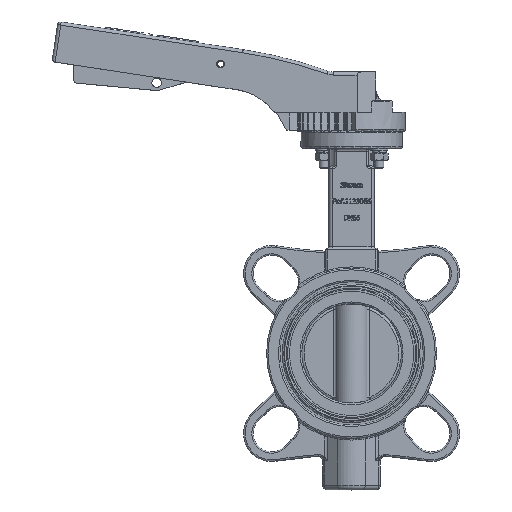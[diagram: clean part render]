
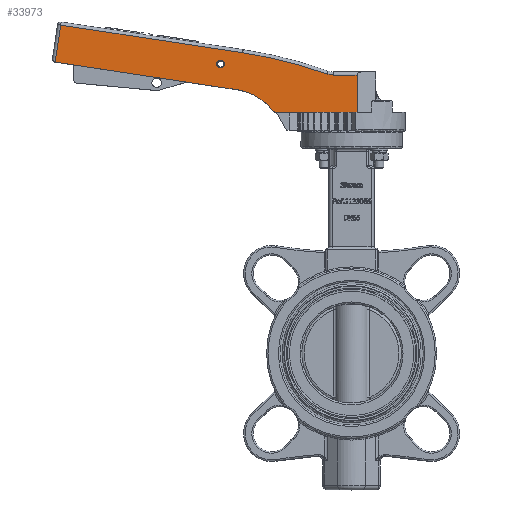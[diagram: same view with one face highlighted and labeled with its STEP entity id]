
A CAD part, top view. The second image highlights one B-rep face of the part: STEP entity #33973.
In plain terms, the highlighted planar face has unit normal (0, 0, 1).
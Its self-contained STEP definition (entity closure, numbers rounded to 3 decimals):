
#4523=LINE('',#64630,#6995);
#4524=LINE('',#64645,#6996);
#4528=LINE('',#64659,#7000);
#4531=LINE('',#64684,#7003);
#4541=LINE('',#64719,#7013);
#4542=LINE('',#64725,#7014);
#4543=LINE('',#64726,#7015);
#6995=VECTOR('',#41643,15.257);
#6996=VECTOR('',#41664,118.);
#7000=VECTOR('',#41680,24.);
#7003=VECTOR('',#41717,24.);
#7013=VECTOR('',#41735,118.);
#7014=VECTOR('',#41740,17.874);
#7015=VECTOR('',#41741,34.124);
#7918=PLANE('',#35847);
#8162=FACE_BOUND('',#11802,.T.);
#9810=FACE_OUTER_BOUND('',#11801,.T.);
#11801=EDGE_LOOP('',(#28977,#28978,#28979,#28980,#28981,#28982,#28983,#28984,
#28985,#28986,#28987));
#11802=EDGE_LOOP('',(#28988));
#12657=CIRCLE('',#35531,2.5);
#12717=CIRCLE('',#35813,12.);
#12720=CIRCLE('',#35817,291.388);
#12733=CIRCLE('',#35848,36.317);
#12734=CIRCLE('',#35849,2.);
#15003=VERTEX_POINT('',#60899);
#15616=VERTEX_POINT('',#64623);
#15619=VERTEX_POINT('',#64628);
#15621=VERTEX_POINT('',#64633);
#15622=VERTEX_POINT('',#64638);
#15623=VERTEX_POINT('',#64643);
#15626=VERTEX_POINT('',#64651);
#15632=VERTEX_POINT('',#64683);
#15645=VERTEX_POINT('',#64718);
#15646=VERTEX_POINT('',#64720);
#15647=VERTEX_POINT('',#64722);
#15648=VERTEX_POINT('',#64724);
#19252=EDGE_CURVE('',#15003,#15003,#12657,.T.);
#20147=EDGE_CURVE('',#15619,#15616,#4523,.T.);
#20149=EDGE_CURVE('',#15621,#15619,#12717,.T.);
#20152=EDGE_CURVE('',#15622,#15621,#12720,.T.);
#20155=EDGE_CURVE('',#15623,#15622,#4524,.T.);
#20162=EDGE_CURVE('',#15626,#15623,#4528,.T.);
#20175=EDGE_CURVE('',#15632,#15616,#4531,.T.);
#20189=EDGE_CURVE('',#15626,#15645,#4541,.T.);
#20190=EDGE_CURVE('',#15645,#15646,#12733,.T.);
#20191=EDGE_CURVE('',#15646,#15647,#12734,.T.);
#20192=EDGE_CURVE('',#15647,#15648,#4542,.T.);
#20193=EDGE_CURVE('',#15632,#15648,#4543,.T.);
#28977=ORIENTED_EDGE('',*,*,#20147,.F.);
#28978=ORIENTED_EDGE('',*,*,#20149,.F.);
#28979=ORIENTED_EDGE('',*,*,#20152,.F.);
#28980=ORIENTED_EDGE('',*,*,#20155,.F.);
#28981=ORIENTED_EDGE('',*,*,#20162,.F.);
#28982=ORIENTED_EDGE('',*,*,#20189,.T.);
#28983=ORIENTED_EDGE('',*,*,#20190,.T.);
#28984=ORIENTED_EDGE('',*,*,#20191,.T.);
#28985=ORIENTED_EDGE('',*,*,#20192,.T.);
#28986=ORIENTED_EDGE('',*,*,#20193,.F.);
#28987=ORIENTED_EDGE('',*,*,#20175,.T.);
#28988=ORIENTED_EDGE('',*,*,#19252,.T.);
#33973=ADVANCED_FACE('',(#9810,#8162),#7918,.F.);
#35531=AXIS2_PLACEMENT_3D('',#60900,#40520,#40521);
#35813=AXIS2_PLACEMENT_3D('',#64635,#41648,#41649);
#35817=AXIS2_PLACEMENT_3D('',#64640,#41656,#41657);
#35847=AXIS2_PLACEMENT_3D('',#64717,#41733,#41734);
#35848=AXIS2_PLACEMENT_3D('',#64721,#41736,#41737);
#35849=AXIS2_PLACEMENT_3D('',#64723,#41738,#41739);
#40520=DIRECTION('center_axis',(0.,0.,
-1.));
#40521=DIRECTION('ref_axis',(1.,0.,0.));
#41643=DIRECTION('',(1.,0.,0.));
#41648=DIRECTION('center_axis',(0.,0.,
1.));
#41649=DIRECTION('ref_axis',(-0.17,-0.985,0.));
#41656=DIRECTION('center_axis',(0.,0.,
-1.));
#41657=DIRECTION('ref_axis',(0.244,0.97,0.));
#41664=DIRECTION('',(0.989,-0.15,0.));
#41680=DIRECTION('',(0.15,0.989,0.));
#41717=DIRECTION('',(0.,1.,0.));
#41733=DIRECTION('center_axis',(0.,0.,
-1.));
#41734=DIRECTION('ref_axis',(-1.,0.,0.));
#41735=DIRECTION('',(0.989,-0.15,0.));
#41736=DIRECTION('center_axis',(0.,0.,
-1.));
#41737=DIRECTION('ref_axis',(-0.15,-0.989,0.));
#41738=DIRECTION('center_axis',(0.,0.,
1.));
#41739=DIRECTION('ref_axis',(0.,-1.,0.));
#41740=DIRECTION('',(1.,0.,0.));
#41741=DIRECTION('',(-1.,0.,0.));
#60899=CARTESIAN_POINT('',(-86.5,185.5,13.));
#60900=CARTESIAN_POINT('Origin',(-84.,185.5,13.));
#64623=CARTESIAN_POINT('',(3.5,178.5,13.));
#64628=CARTESIAN_POINT('',(-11.757,178.5,13.));
#64630=CARTESIAN_POINT('',(-48.39,178.5,13.));
#64633=CARTESIAN_POINT('',(-15.784,179.196,13.));
#64635=CARTESIAN_POINT('Origin',(-11.757,190.5,13.));
#64638=CARTESIAN_POINT('',(-69.831,192.791,13.));
#64640=CARTESIAN_POINT('Origin',(-113.563,-95.297,13.));
#64643=CARTESIAN_POINT('',(-186.495,210.5,13.));
#64645=CARTESIAN_POINT('',(-134.793,202.652,13.));
#64651=CARTESIAN_POINT('',(-190.097,186.772,13.));
#64659=CARTESIAN_POINT('',(-189.261,192.277,13.));
#64683=CARTESIAN_POINT('',(3.5,154.5,13.));
#64684=CARTESIAN_POINT('',(3.5,181.293,13.));
#64717=CARTESIAN_POINT('Origin',(-85.022,182.085,13.));
#64718=CARTESIAN_POINT('',(-73.433,169.062,13.));
#64719=CARTESIAN_POINT('',(-73.433,169.062,13.));
#64720=CARTESIAN_POINT('',(-50.084,155.282,13.));
#64721=CARTESIAN_POINT('Origin',(-78.884,133.157,13.));
#64722=CARTESIAN_POINT('',(-48.498,154.5,13.));
#64723=CARTESIAN_POINT('Origin',(-48.498,156.5,13.));
#64724=CARTESIAN_POINT('',(-30.624,154.5,13.));
#64725=CARTESIAN_POINT('',(22.5,154.5,13.));
#64726=CARTESIAN_POINT('',(-42.511,154.5,13.));
